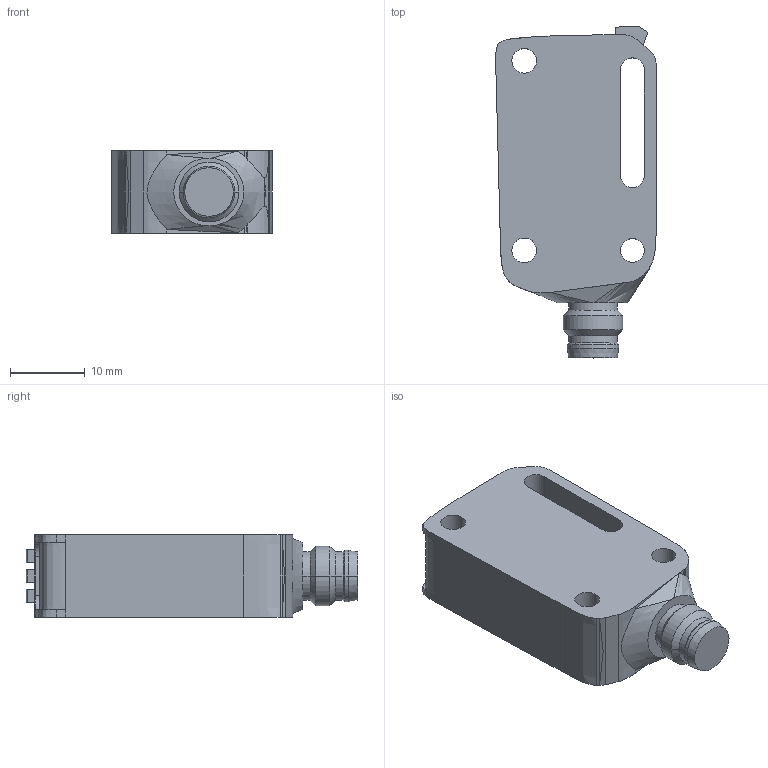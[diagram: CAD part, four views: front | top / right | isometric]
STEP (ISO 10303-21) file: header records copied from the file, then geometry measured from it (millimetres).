
FILE_DESCRIPTION((''),'2;1');
FILE_NAME('DB_CAD7020','2020-08-20T07:35:10',('tiniedziel'),(''),'CREO PARAMETRIC BY PTC INC, 2019292','CREO PARAMETRIC BY PTC INC, 2019292','');
FILE_SCHEMA(('CONFIG_CONTROL_DESIGN','SHAPE_APPEARANCE_LAYERS_GROUPS'));
Length unit declared in the file: millimetre
Products named in the file (1): DB_CAD7020
Bounding box: 21.52 x 44.47 x 11 mm (x, y, z)
Volume: 7315.8 mm3; surface area: 3419.5 mm2
Topology: 1 solids, 1 shells, 98 faces, 281 edges, 206 vertices
Faces by surface type: plane 38, cylinder 25, extrusion 25, cone 8, bspline 2
Entity records: 4872 total; most frequent: CARTESIAN_POINT 1247, ORIENTED_EDGE 518, DIRECTION 438, PRESENTATION_STYLE_ASSIGNMENT 304, STYLED_ITEM 286, CURVE_STYLE 282, EDGE_CURVE 259, VECTOR 194
